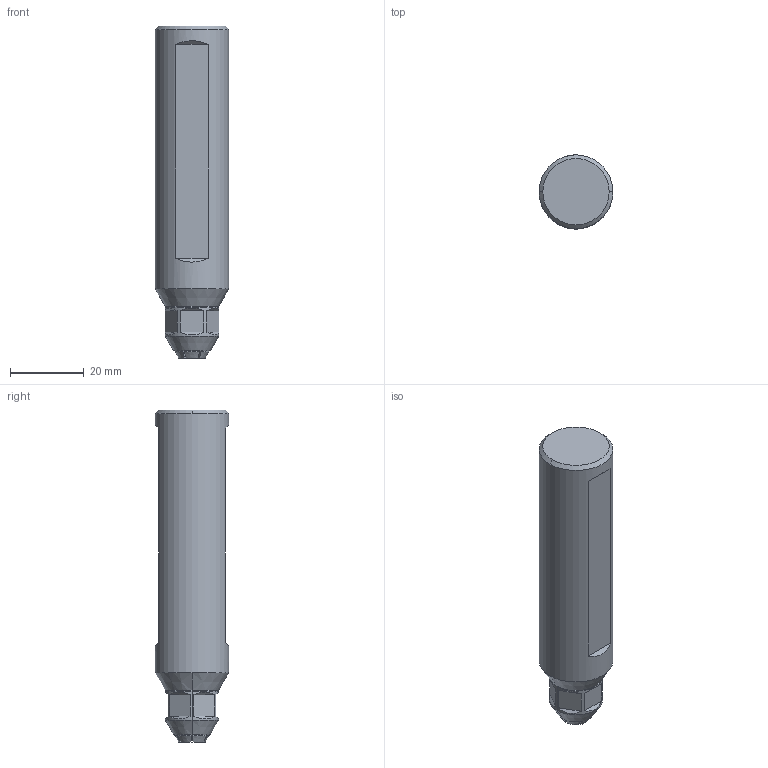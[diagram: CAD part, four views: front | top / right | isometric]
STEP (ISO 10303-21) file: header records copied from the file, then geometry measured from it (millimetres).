
FILE_DESCRIPTION(/* description */ (''),/* implementation_level */ '2;1');
FILE_NAME(/* name */ '1587009256392.stp',/* time_stamp */ '2020-04-16T09:24:46+06:00',/* author */ (''),/* organization */ ('SMS'),/* preprocessor_version */ 'ST-DEVELOPER v16.7',/* originating_system */ 'SIEMENS PLM Software NX 12.0',/* authorisation */ '');
FILE_SCHEMA (('AUTOMOTIVE_DESIGN { 1 0 10303 214 3 1 1 1 }'));
Length unit declared in the file: millimetre
Products named in the file (1): 202202693mod000_00
Bounding box: 20 x 20 x 90 mm (x, y, z)
Volume: 23878.8 mm3; surface area: 6715.1 mm2
Topology: 1 solids, 2 shells, 123 faces, 360 edges, 241 vertices
Faces by surface type: plane 60, cylinder 26, cone 24, torus 10, bspline 3
Full cylindrical faces by diameter (mm): 5 x1, 20 x1
Entity records: 4917 total; most frequent: CARTESIAN_POINT 1440, ORIENTED_EDGE 760, DIRECTION 662, EDGE_CURVE 380, VERTEX_POINT 280, AXIS2_PLACEMENT_3D 239, LINE 184, VECTOR 184
